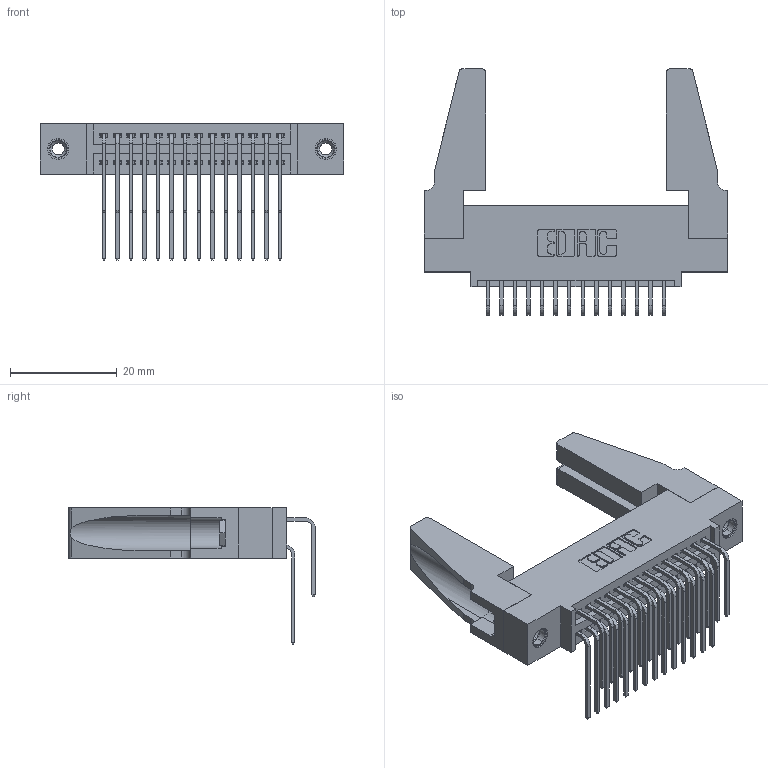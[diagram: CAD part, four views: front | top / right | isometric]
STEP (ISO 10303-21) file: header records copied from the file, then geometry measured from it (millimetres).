
FILE_DESCRIPTION (( 'STEP AP203' ), '1' );
FILE_NAME ('395-028-559-588.STEP', '2019-10-16T20:31:42', ( '' ), ( '' ), 'SwSTEP 2.0', 'SolidWorks 2016', '' );
FILE_SCHEMA (( 'CONFIG_CONTROL_DESIGN' ));
Length unit declared in the file: inch
Products named in the file (6): 395-028-559-588; 345 Part_0.110 Offset - 0.156 Dia-TH; 345-292-001_558 559 Tail - 1; 345-292-001_559 Tail - 2; 345-250-001_345-250-001-102; 345-220-078_345-220-088
Assembly tree (33 placements, depth 2):
  395-028-559-588
    345 Part_0.110 Offset - 0.156 Dia-TH
    345-292-001_558 559 Tail - 1  x14
    345-292-001_559 Tail - 2  x14
    345-250-001_345-250-001-102  x2
    345-220-078_345-220-088  x2
Bounding box: 56.79 x 46.22 x 25.53 mm (x, y, z)
Volume: 8597.8 mm3; surface area: 11333.5 mm2
Topology: 33 solids, 33 shells, 1710 faces, 5007 edges, 3290 vertices
Faces by surface type: plane 1136, cylinder 558, cone 12, torus 4
Entity records: 18686 total; most frequent: CARTESIAN_POINT 3201, ORIENTED_EDGE 3044, DIRECTION 2834, EDGE_CURVE 1522, VECTOR 1252, LINE 1252, VERTEX_POINT 1006, AXIS2_PLACEMENT_3D 791
